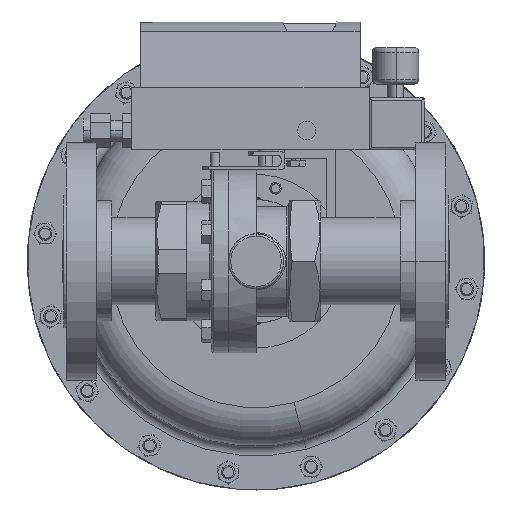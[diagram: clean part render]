
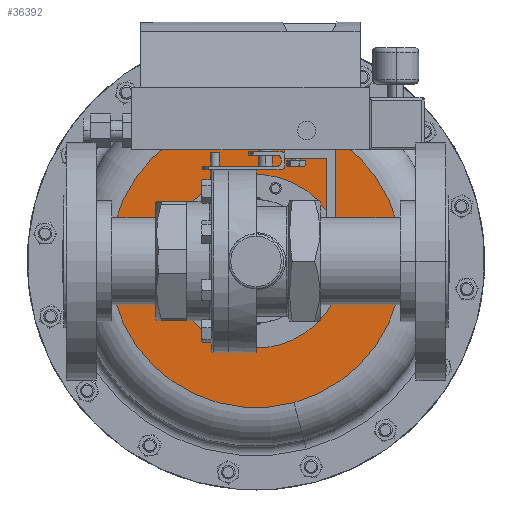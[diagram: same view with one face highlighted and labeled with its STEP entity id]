
A CAD part, front view. The second image highlights one B-rep face of the part: STEP entity #36392.
In plain terms, the highlighted planar face has unit normal (0, -1, 0).
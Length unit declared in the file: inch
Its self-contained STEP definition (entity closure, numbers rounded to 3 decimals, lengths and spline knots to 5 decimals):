
#201 = EDGE_LOOP ( 'NONE', ( #7026, #37333 ) ) ;
#892 = CARTESIAN_POINT ( 'NONE',  ( 1.67938, 7.0925, 1.67938 ) ) ;
#5488 = FACE_BOUND ( 'NONE', #201, .T. ) ;
#5563 = AXIS2_PLACEMENT_3D ( 'NONE', #7381, #11307, #38730 ) ;
#5996 = DIRECTION ( 'NONE',  ( -0.707, 0., -0.707 ) ) ;
#6263 = DIRECTION ( 'NONE',  ( 0., 1., 0. ) ) ;
#6504 = CARTESIAN_POINT ( 'NONE',  ( 0., 7.0925, 0. ) ) ;
#7026 = ORIENTED_EDGE ( 'NONE', *, *, #24747, .T. ) ;
#7073 = CIRCLE ( 'NONE', #31582, 4. ) ;
#7381 = CARTESIAN_POINT ( 'NONE',  ( -3.8637, 7.0925, -1.03528 ) ) ;
#8399 = ORIENTED_EDGE ( 'NONE', *, *, #20646, .F. ) ;
#11307 = DIRECTION ( 'NONE',  ( 0., -1., 0. ) ) ;
#11519 = CARTESIAN_POINT ( 'NONE',  ( 0., 7.0925, 0. ) ) ;
#12994 = CIRCLE ( 'NONE', #14609, 2.375 ) ;
#14146 = CARTESIAN_POINT ( 'NONE',  ( 0., 7.0925, 0. ) ) ;
#14571 = CARTESIAN_POINT ( 'NONE',  ( -1.03528, 7.0925, 3.8637 ) ) ;
#14609 = AXIS2_PLACEMENT_3D ( 'NONE', #21895, #49388, #25841 ) ;
#15063 = EDGE_CURVE ( 'NONE', #33416, #21360, #21073, .T. ) ;
#15426 = DIRECTION ( 'NONE',  ( 0.259, 0., -0.966 ) ) ;
#18108 = DIRECTION ( 'NONE',  ( 0.259, 0., -0.966 ) ) ;
#20646 = EDGE_CURVE ( 'NONE', #27387, #43067, #7073, .T. ) ;
#21073 = CIRCLE ( 'NONE', #38644, 2.375 ) ;
#21360 = VERTEX_POINT ( 'NONE', #892 ) ;
#21895 = CARTESIAN_POINT ( 'NONE',  ( 0., 7.0925, 0. ) ) ;
#23139 = EDGE_CURVE ( 'NONE', #43067, #27387, #24034, .T. ) ;
#24034 = CIRCLE ( 'NONE', #27386, 4. ) ;
#24747 = EDGE_CURVE ( 'NONE', #21360, #33416, #12994, .T. ) ;
#25841 = DIRECTION ( 'NONE',  ( -0.707, 0., -0.707 ) ) ;
#27386 = AXIS2_PLACEMENT_3D ( 'NONE', #14146, #41595, #18108 ) ;
#27387 = VERTEX_POINT ( 'NONE', #46727 ) ;
#30822 = PLANE ( 'NONE',  #5563 ) ;
#31582 = AXIS2_PLACEMENT_3D ( 'NONE', #11519, #38963, #15426 ) ;
#31639 = CARTESIAN_POINT ( 'NONE',  ( -1.67938, 7.0925, -1.67938 ) ) ;
#31758 = ORIENTED_EDGE ( 'NONE', *, *, #23139, .F. ) ;
#33416 = VERTEX_POINT ( 'NONE', #31639 ) ;
#36392 = ADVANCED_FACE ( 'NONE', ( #42272, #5488 ), #30822, .T. ) ;
#37333 = ORIENTED_EDGE ( 'NONE', *, *, #15063, .T. ) ;
#38644 = AXIS2_PLACEMENT_3D ( 'NONE', #6504, #6263, #5996 ) ;
#38730 = DIRECTION ( 'NONE',  ( -0.259, 0., 0.966 ) ) ;
#38963 = DIRECTION ( 'NONE',  ( 0., 1., 0. ) ) ;
#41595 = DIRECTION ( 'NONE',  ( 0., 1., 0. ) ) ;
#42272 = FACE_OUTER_BOUND ( 'NONE', #50082, .T. ) ;
#43067 = VERTEX_POINT ( 'NONE', #14571 ) ;
#46727 = CARTESIAN_POINT ( 'NONE',  ( 1.03528, 7.0925, -3.8637 ) ) ;
#49388 = DIRECTION ( 'NONE',  ( 0., 1., 0. ) ) ;
#50082 = EDGE_LOOP ( 'NONE', ( #8399, #31758 ) ) ;
